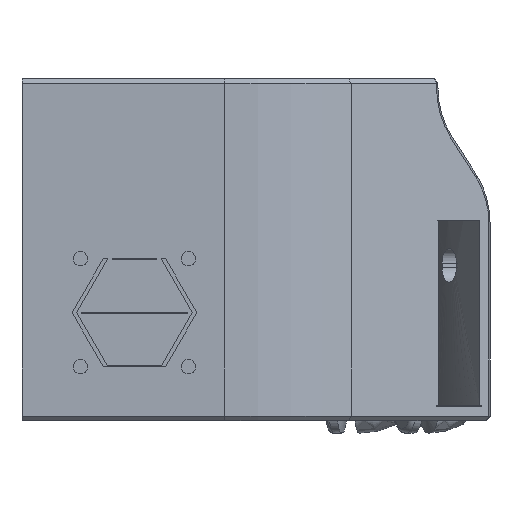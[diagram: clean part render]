
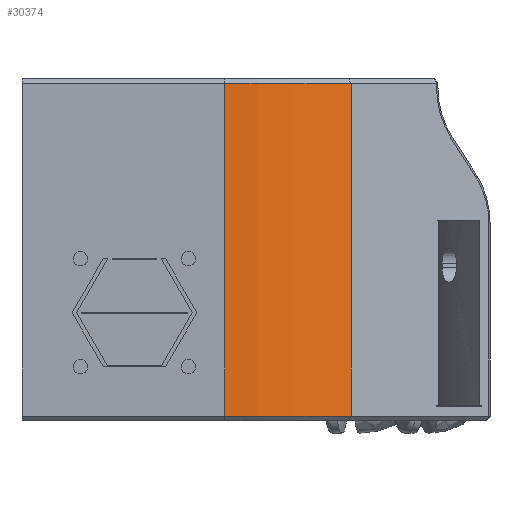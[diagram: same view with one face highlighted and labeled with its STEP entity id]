
A CAD part, left-side view. The second image highlights one B-rep face of the part: STEP entity #30374.
In plain terms, the highlighted cylindrical face has radius 50 mm (diameter 100 mm), a partial arc.
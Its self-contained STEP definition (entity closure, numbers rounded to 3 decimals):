
#2408 = VERTEX_POINT('',#2409);
#2409 = CARTESIAN_POINT('',(-106.671,171.953,-43.));
#2439 = VERTEX_POINT('',#2440);
#2440 = CARTESIAN_POINT('',(-97.989,143.797,-43.));
#2448 = EDGE_CURVE('',#2439,#2408,#2449,.T.);
#2449 = CIRCLE('',#2450,50.);
#2450 = AXIS2_PLACEMENT_3D('',#2451,#2452,#2453);
#2451 = CARTESIAN_POINT('',(-56.671,171.953,-43.));
#2452 = DIRECTION('',(0.,0.,-1.));
#2453 = DIRECTION('',(-0.826,-0.563,
    0.));
#18602 = EDGE_CURVE('',#2439,#18603,#18605,.T.);
#18603 = VERTEX_POINT('',#18604);
#18604 = CARTESIAN_POINT('',(-97.989,143.797,31.));
#18605 = LINE('',#18606,#18607);
#18606 = CARTESIAN_POINT('',(-97.989,143.797,30.));
#18607 = VECTOR('',#18608,1.);
#18608 = DIRECTION('',(0.,0.,1.));
#30284 = VERTEX_POINT('',#30285);
#30285 = CARTESIAN_POINT('',(-106.671,171.953,31.));
#30321 = EDGE_CURVE('',#30284,#2408,#30322,.T.);
#30322 = LINE('',#30323,#30324);
#30323 = CARTESIAN_POINT('',(-106.671,171.953,30.));
#30324 = VECTOR('',#30325,1.);
#30325 = DIRECTION('',(0.,0.,-1.));
#30374 = ADVANCED_FACE('',(#30375),#30387,.T.);
#30375 = FACE_BOUND('',#30376,.F.);
#30376 = EDGE_LOOP('',(#30377,#30378,#30385,#30386));
#30377 = ORIENTED_EDGE('',*,*,#30321,.F.);
#30378 = ORIENTED_EDGE('',*,*,#30379,.F.);
#30379 = EDGE_CURVE('',#18603,#30284,#30380,.T.);
#30380 = CIRCLE('',#30381,50.);
#30381 = AXIS2_PLACEMENT_3D('',#30382,#30383,#30384);
#30382 = CARTESIAN_POINT('',(-56.671,171.953,31.));
#30383 = DIRECTION('',(-0.,0.,-1.));
#30384 = DIRECTION('',(-0.826,-0.563,0.));
#30385 = ORIENTED_EDGE('',*,*,#18602,.F.);
#30386 = ORIENTED_EDGE('',*,*,#2448,.T.);
#30387 = CYLINDRICAL_SURFACE('',#30388,50.);
#30388 = AXIS2_PLACEMENT_3D('',#30389,#30390,#30391);
#30389 = CARTESIAN_POINT('',(-56.671,171.953,30.));
#30390 = DIRECTION('',(0.,0.,-1.));
#30391 = DIRECTION('',(1.,0.,0.));
